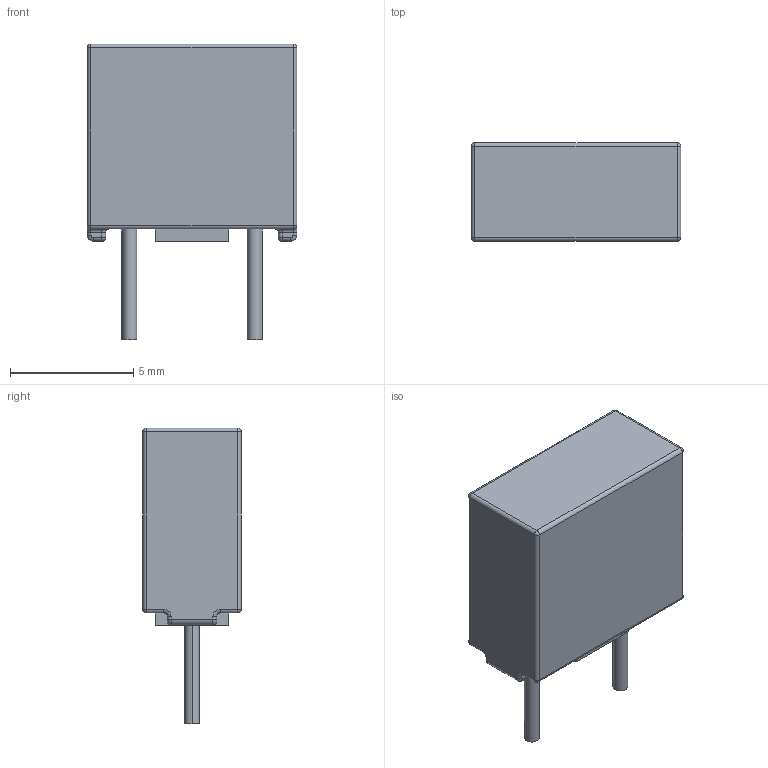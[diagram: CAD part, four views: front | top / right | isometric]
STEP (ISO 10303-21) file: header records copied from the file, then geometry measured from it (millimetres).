
FILE_DESCRIPTION (( 'STEP AP214' ), '1' );
FILE_NAME ('3691160000.STEP', '2023-03-30T06:54:45', ( '' ), ( '' ), 'SwSTEP 2.0', 'SolidWorks 2022', '' );
FILE_SCHEMA (( 'AUTOMOTIVE_DESIGN' ));
Length unit declared in the file: millimetre
Products named in the file (1): 3691160000
Bounding box: 8.5 x 4 x 12 mm (x, y, z)
Volume: 263.1 mm3; surface area: 277.5 mm2
Topology: 1 solids, 1 shells, 85 faces, 192 edges, 100 vertices
Faces by surface type: cylinder 40, plane 21, torus 12, sphere 12
Entity records: 3215 total; most frequent: DIRECTION 444, CARTESIAN_POINT 366, ORIENTED_EDGE 360, EDGE_CURVE 180, AXIS2_PLACEMENT_3D 178, VERTEX_POINT 100, CIRCLE 92, EDGE_LOOP 88
